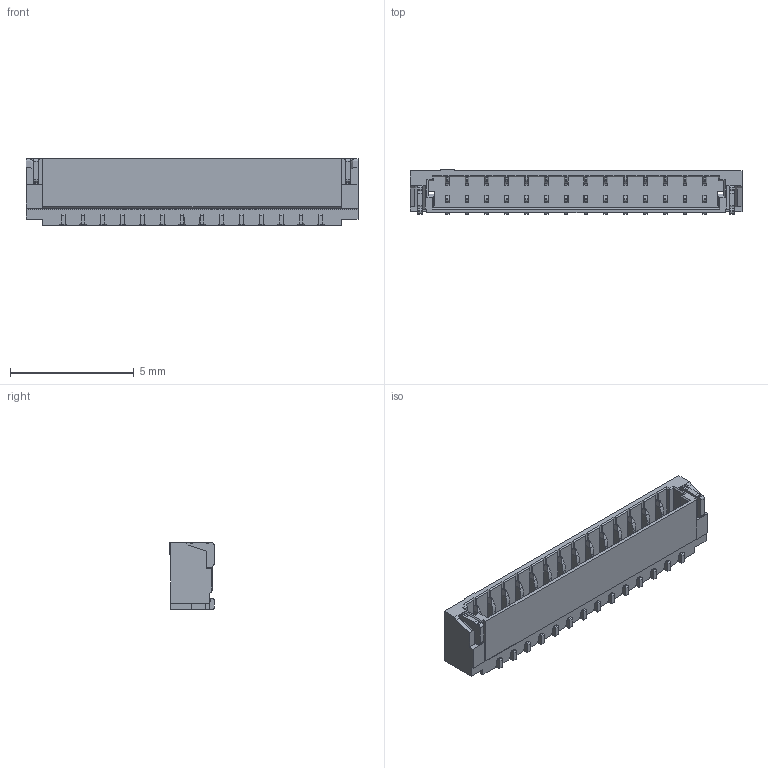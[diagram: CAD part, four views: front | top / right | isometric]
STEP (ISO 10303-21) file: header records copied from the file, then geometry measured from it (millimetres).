
FILE_DESCRIPTION(('CoCreate Modeling STEP Export'),'2;1');
FILE_NAME('WB0811H-14.stp','2021-09-09T13:53:01',(''),(''),'CoCreate Modeling STEP processor for AP214 (Solid Model)','CoCreate Modeling 16.00 13-May-2008 (C) Parametric Technology GmbH','');
FILE_SCHEMA(('AUTOMOTIVE_DESIGN { 1 0 10303 214 1 1 1 1 }'));
Length unit declared in the file: millimetre
Products named in the file (3): WB0811H-14; WB0811H-14XXX; WB0811H-14XXX.
Assembly tree (2 placements, depth 2):
  WB0811H-14XXX.
    WB0811H-14XXX
    WB0811H-14
Bounding box: 13.4 x 1.78 x 2.7 mm (x, y, z)
Volume: 33.9 mm3; surface area: 252.6 mm2
Topology: 1 solids, 1 shells, 1092 faces, 3570 edges, 2414 vertices
Faces by surface type: plane 720, cylinder 372
Entity records: 41640 total; most frequent: CARTESIAN_POINT 8112, ORIENTED_EDGE 6964, DIRECTION 6451, EDGE_CURVE 3482, VECTOR 2769, LINE 2769, VERTEX_POINT 2238, AXIS2_PLACEMENT_3D 1841
